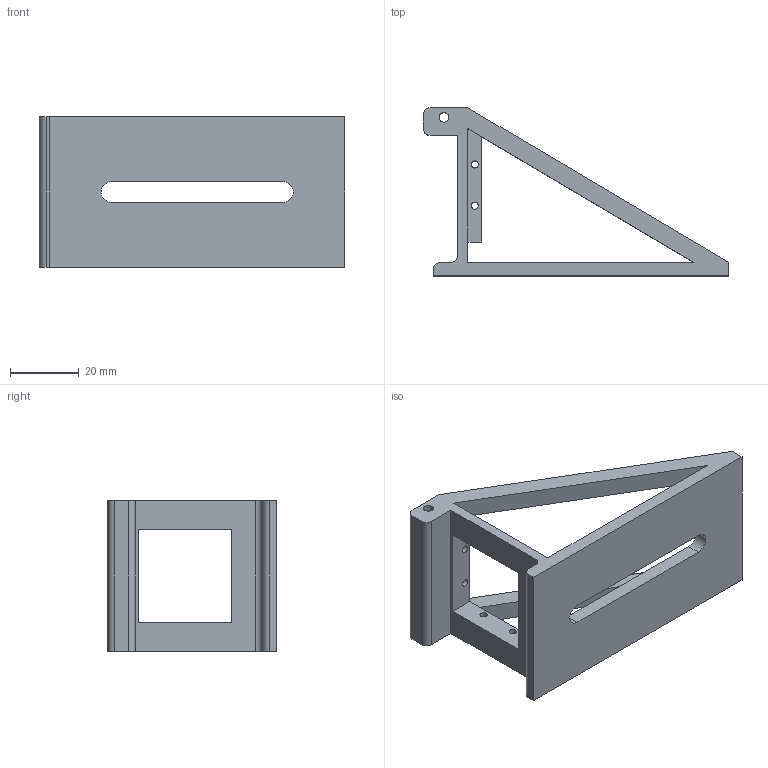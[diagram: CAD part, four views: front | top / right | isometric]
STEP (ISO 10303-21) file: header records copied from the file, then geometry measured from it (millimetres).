
FILE_DESCRIPTION(('FreeCAD Model'),'2;1');
FILE_NAME('Open CASCADE Shape Model','2023-12-06T11:04:21',(''),(''), 'Open CASCADE STEP processor 7.6','FreeCAD','Unknown');
FILE_SCHEMA(('AUTOMOTIVE_DESIGN { 1 0 10303 214 1 1 1 1 }'));
Length unit declared in the file: millimetre
Products named in the file (1): camera_holder_new
Bounding box: 89 x 49 x 44 mm (x, y, z)
Volume: 26680.6 mm3; surface area: 17133.8 mm2
Topology: 1 solids, 1 shells, 47 faces, 129 edges, 84 vertices
Faces by surface type: plane 32, cylinder 15
Full cylindrical faces by diameter (mm): 2.1 x8, 2.8 x1
Entity records: 1553 total; most frequent: CARTESIAN_POINT 261, ORIENTED_EDGE 258, DIRECTION 255, EDGE_CURVE 129, LINE 99, VECTOR 99, VERTEX_POINT 84, AXIS2_PLACEMENT_3D 78
